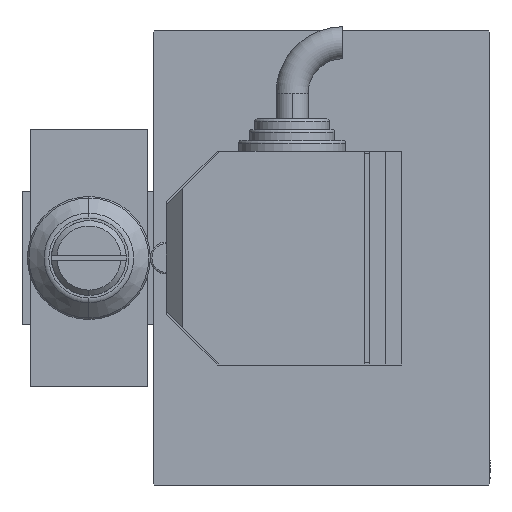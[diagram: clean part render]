
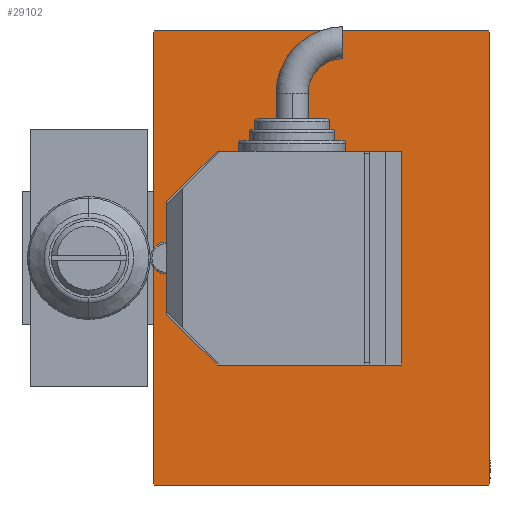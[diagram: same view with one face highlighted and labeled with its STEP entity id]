
A CAD part, left-side view. The second image highlights one B-rep face of the part: STEP entity #29102.
In plain terms, the highlighted face is planar.
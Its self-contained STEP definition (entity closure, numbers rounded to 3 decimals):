
#1311 = VERTEX_POINT ( 'NONE', #20407 ) ;
#2039 = VECTOR ( 'NONE', #27767, 1000. ) ;
#3817 = DIRECTION ( 'NONE',  ( 0., -1., 0. ) ) ;
#3847 = CARTESIAN_POINT ( 'NONE',  ( 113., 0., 0. ) ) ;
#4067 = VERTEX_POINT ( 'NONE', #8968 ) ;
#5183 = CARTESIAN_POINT ( 'NONE',  ( 113., 31.5, -42.2 ) ) ;
#5197 = CARTESIAN_POINT ( 'NONE',  ( 113., -31.2, -42.5 ) ) ;
#7180 = EDGE_CURVE ( 'NONE', #37984, #10383, #21317, .T. ) ;
#7584 = PLANE ( 'NONE',  #30421 ) ;
#7586 = EDGE_CURVE ( 'NONE', #20700, #4067, #14469, .T. ) ;
#7607 = VECTOR ( 'NONE', #9978, 1000. ) ;
#8968 = CARTESIAN_POINT ( 'NONE',  ( 113., 31.5, 42.2 ) ) ;
#9978 = DIRECTION ( 'NONE',  ( 0., 0.707, 0.707 ) ) ;
#10323 = LINE ( 'NONE', #39736, #12949 ) ;
#10383 = VERTEX_POINT ( 'NONE', #28610 ) ;
#10831 = ORIENTED_EDGE ( 'NONE', *, *, #14007, .T. ) ;
#12834 = EDGE_CURVE ( 'NONE', #1311, #20700, #21939, .T. ) ;
#12949 = VECTOR ( 'NONE', #40492, 1000. ) ;
#14007 = EDGE_CURVE ( 'NONE', #10383, #42640, #27537, .T. ) ;
#14415 = ORIENTED_EDGE ( 'NONE', *, *, #35755, .T. ) ;
#14469 = LINE ( 'NONE', #41634, #32046 ) ;
#14785 = CARTESIAN_POINT ( 'NONE',  ( 113., 31.2, 42.5 ) ) ;
#16315 = EDGE_LOOP ( 'NONE', ( #21226, #22821, #43492, #30014, #47099, #10831, #17918, #14415 ) ) ;
#17695 = EDGE_CURVE ( 'NONE', #4067, #37984, #30583, .T. ) ;
#17918 = ORIENTED_EDGE ( 'NONE', *, *, #40734, .T. ) ;
#17959 = DIRECTION ( 'NONE',  ( 0., 0., 1. ) ) ;
#18518 = VERTEX_POINT ( 'NONE', #5197 ) ;
#19025 = DIRECTION ( 'NONE',  ( 1., 0., 0. ) ) ;
#19340 = DIRECTION ( 'NONE',  ( 0., -0.707, 0.707 ) ) ;
#20407 = CARTESIAN_POINT ( 'NONE',  ( 113., 31.2, -42.5 ) ) ;
#20700 = VERTEX_POINT ( 'NONE', #5183 ) ;
#21226 = ORIENTED_EDGE ( 'NONE', *, *, #44903, .T. ) ;
#21317 = LINE ( 'NONE', #40526, #42427 ) ;
#21529 = LINE ( 'NONE', #36734, #29837 ) ;
#21879 = VECTOR ( 'NONE', #22125, 1000. ) ;
#21939 = LINE ( 'NONE', #44143, #7607 ) ;
#22125 = DIRECTION ( 'NONE',  ( 0., 0., -1. ) ) ;
#22821 = ORIENTED_EDGE ( 'NONE', *, *, #12834, .T. ) ;
#25386 = CARTESIAN_POINT ( 'NONE',  ( 113., -31.5, 42.5 ) ) ;
#27278 = CARTESIAN_POINT ( 'NONE',  ( 113., -36.85, 36.85 ) ) ;
#27537 = LINE ( 'NONE', #27278, #2039 ) ;
#27767 = DIRECTION ( 'NONE',  ( 0., -0.707, -0.707 ) ) ;
#28610 = CARTESIAN_POINT ( 'NONE',  ( 113., -31.2, 42.5 ) ) ;
#29102 = ADVANCED_FACE ( 'NONE', ( #41729 ), #7584, .T. ) ;
#29837 = VECTOR ( 'NONE', #38820, 1000. ) ;
#30014 = ORIENTED_EDGE ( 'NONE', *, *, #17695, .T. ) ;
#30421 = AXIS2_PLACEMENT_3D ( 'NONE', #3847, #19025, #45250 ) ;
#30583 = LINE ( 'NONE', #45814, #42886 ) ;
#32046 = VECTOR ( 'NONE', #17959, 1000. ) ;
#35755 = EDGE_CURVE ( 'NONE', #37965, #18518, #21529, .T. ) ;
#36734 = CARTESIAN_POINT ( 'NONE',  ( 113., -36.85, -36.85 ) ) ;
#37965 = VERTEX_POINT ( 'NONE', #38187 ) ;
#37984 = VERTEX_POINT ( 'NONE', #14785 ) ;
#38187 = CARTESIAN_POINT ( 'NONE',  ( 113., -31.5, -42.2 ) ) ;
#38820 = DIRECTION ( 'NONE',  ( 0., 0.707, -0.707 ) ) ;
#38870 = CARTESIAN_POINT ( 'NONE',  ( 113., -31.5, 42.2 ) ) ;
#39736 = CARTESIAN_POINT ( 'NONE',  ( 113., -31.5, -42.5 ) ) ;
#40492 = DIRECTION ( 'NONE',  ( 0., 1., 0. ) ) ;
#40526 = CARTESIAN_POINT ( 'NONE',  ( 113., 31.5, 42.5 ) ) ;
#40734 = EDGE_CURVE ( 'NONE', #42640, #37965, #44583, .T. ) ;
#41634 = CARTESIAN_POINT ( 'NONE',  ( 113., 31.5, -42.5 ) ) ;
#41729 = FACE_OUTER_BOUND ( 'NONE', #16315, .T. ) ;
#42427 = VECTOR ( 'NONE', #3817, 1000. ) ;
#42640 = VERTEX_POINT ( 'NONE', #38870 ) ;
#42886 = VECTOR ( 'NONE', #19340, 1000. ) ;
#43492 = ORIENTED_EDGE ( 'NONE', *, *, #7586, .T. ) ;
#44143 = CARTESIAN_POINT ( 'NONE',  ( 113., 36.85, -36.85 ) ) ;
#44583 = LINE ( 'NONE', #25386, #21879 ) ;
#44903 = EDGE_CURVE ( 'NONE', #18518, #1311, #10323, .T. ) ;
#45250 = DIRECTION ( 'NONE',  ( 0., 0., -1. ) ) ;
#45814 = CARTESIAN_POINT ( 'NONE',  ( 113., 36.85, 36.85 ) ) ;
#47099 = ORIENTED_EDGE ( 'NONE', *, *, #7180, .T. ) ;
